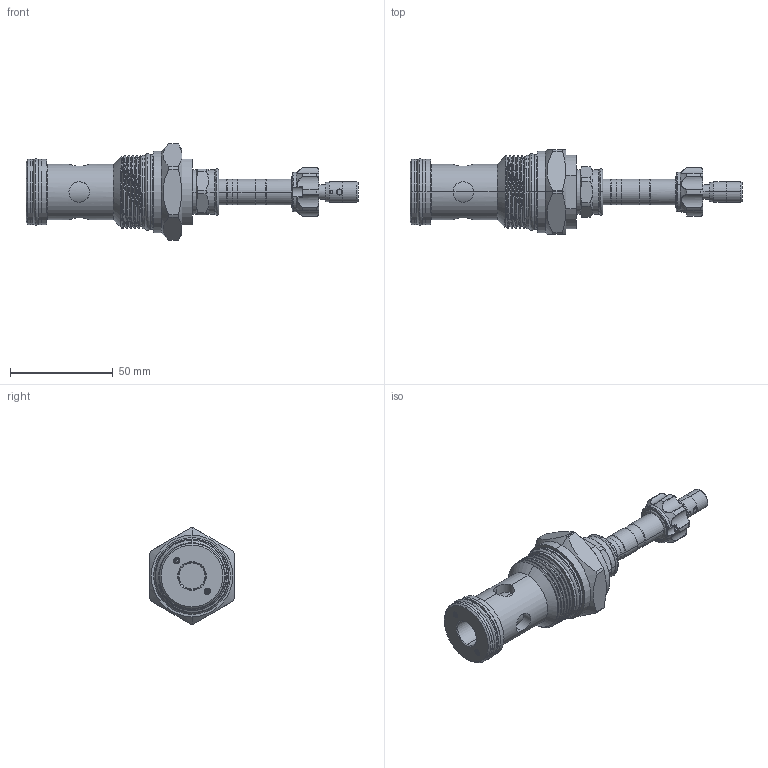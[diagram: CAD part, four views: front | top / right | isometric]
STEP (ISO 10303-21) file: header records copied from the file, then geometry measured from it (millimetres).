
FILE_DESCRIPTION (( 'STEP AP203' ), '1' );
FILE_NAME ('EP16A2A05T95.STEP', '2020-03-31T06:52:50', ( '' ), ( '' ), 'SwSTEP 2.0', 'SolidWorks 2018', '' );
FILE_SCHEMA (( 'CONFIG_CONTROL_DESIGN' ));
Length unit declared in the file: millimetre
Products named in the file (1): EP16A2A05T95
Bounding box: 161.65 x 41.2 x 46.8 mm (x, y, z)
Volume: 79501.7 mm3; surface area: 22950.5 mm2
Topology: 10 solids, 10 shells, 423 faces, 1020 edges, 627 vertices
Faces by surface type: cylinder 185, cone 73, plane 69, torus 51, bspline 41, sphere 4
Entity records: 17810 total; most frequent: CARTESIAN_POINT 8286, ORIENTED_EDGE 2000, DIRECTION 1959, EDGE_CURVE 1000, AXIS2_PLACEMENT_3D 819, VERTEX_POINT 621, EDGE_LOOP 459, CIRCLE 436
